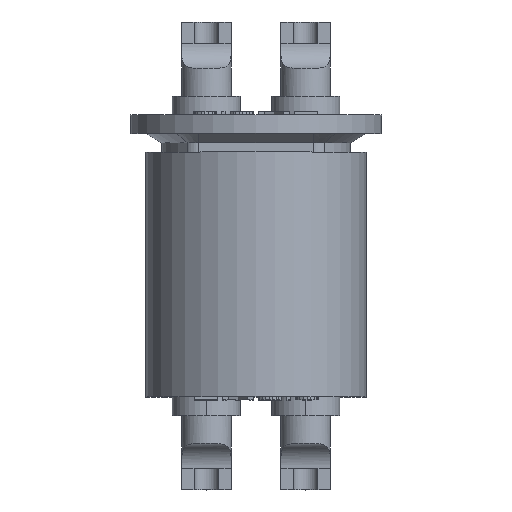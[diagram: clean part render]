
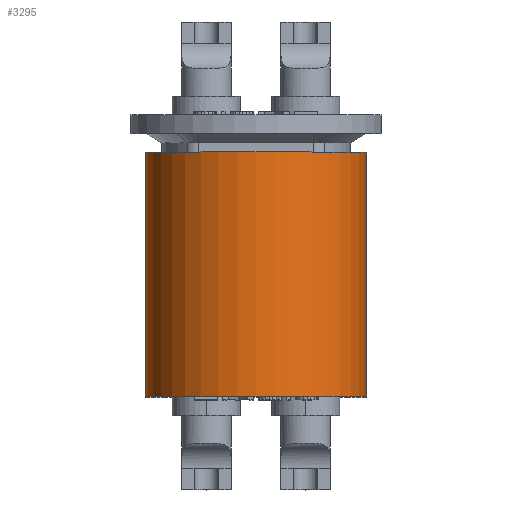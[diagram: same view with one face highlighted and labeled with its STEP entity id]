
A CAD part, top view. The second image highlights one B-rep face of the part: STEP entity #3295.
In plain terms, the highlighted cylindrical face has radius 3.55 mm (diameter 7.1 mm), a partial arc.
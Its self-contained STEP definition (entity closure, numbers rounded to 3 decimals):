
#677=CARTESIAN_POINT('',(0.,-1.,-0.1));
#678=DIRECTION('',(0.,1.,0.));
#679=DIRECTION('',(-1.,0.,0.));
#680=AXIS2_PLACEMENT_3D('',#677,#678,#679);
#1238=CARTESIAN_POINT('',(0.,6.9,-0.1));
#1239=DIRECTION('',(0.,1.,0.));
#1240=DIRECTION('',(-1.,0.,0.));
#1241=AXIS2_PLACEMENT_3D('',#1238,#1239,#1240);
#1306=DIRECTION('',(0.,1.,0.));
#1307=VECTOR('',#1306,7.9);
#1308=CARTESIAN_POINT('',(3.55,-1.,-0.1));
#1309=LINE('',#1308,#1307);
#1310=DIRECTION('',(0.,1.,0.));
#1311=VECTOR('',#1310,7.9);
#1312=CARTESIAN_POINT('',(-3.55,-1.,-0.1));
#1313=LINE('',#1312,#1311);
#2259=CARTESIAN_POINT('',(-3.55,-1.,-0.1));
#2260=CARTESIAN_POINT('',(3.55,-1.,-0.1));
#2261=VERTEX_POINT('',#2259);
#2262=VERTEX_POINT('',#2260);
#2263=CARTESIAN_POINT('',(-3.55,6.9,-0.1));
#2264=CARTESIAN_POINT('',(3.55,6.9,-0.1));
#2265=VERTEX_POINT('',#2263);
#2266=VERTEX_POINT('',#2264);
#3283=CARTESIAN_POINT('',(0.,-1.,-0.1));
#3284=DIRECTION('',(0.,1.,0.));
#3285=DIRECTION('',(-1.,0.,0.));
#3286=AXIS2_PLACEMENT_3D('',#3283,#3284,#3285);
#3287=CYLINDRICAL_SURFACE('',#3286,3.55);
#3288=ORIENTED_EDGE('',*,*,#2792,.F.);
#3290=ORIENTED_EDGE('',*,*,#3289,.T.);
#3291=ORIENTED_EDGE('',*,*,#3224,.T.);
#3292=ORIENTED_EDGE('',*,*,#3277,.F.);
#3293=EDGE_LOOP('',(#3288,#3290,#3291,#3292));
#3294=FACE_OUTER_BOUND('',#3293,.F.);
#3295=ADVANCED_FACE('',(#3294),#3287,.T.);
#681=CIRCLE('',#680,3.55);
#1242=CIRCLE('',#1241,3.55);
#2792=EDGE_CURVE('',#2261,#2262,#681,.T.);
#3224=EDGE_CURVE('',#2265,#2266,#1242,.T.);
#3277=EDGE_CURVE('',#2262,#2266,#1309,.T.);
#3289=EDGE_CURVE('',#2261,#2265,#1313,.T.);
